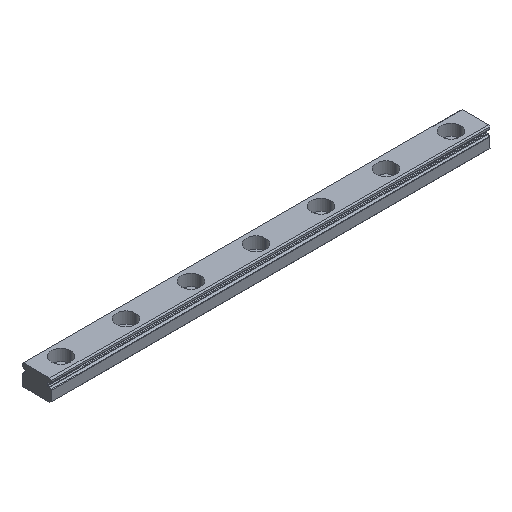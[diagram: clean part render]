
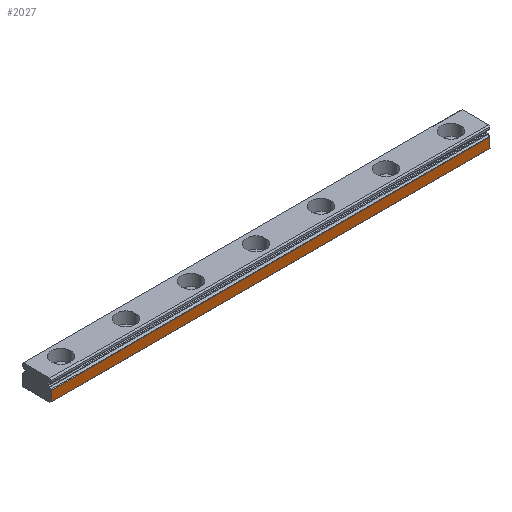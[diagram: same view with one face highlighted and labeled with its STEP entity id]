
A CAD part, isometric view. The second image highlights one B-rep face of the part: STEP entity #2027.
In plain terms, the highlighted planar face has unit normal (0, -1, 0).
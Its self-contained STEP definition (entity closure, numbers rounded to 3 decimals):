
#95 = CARTESIAN_POINT ( 'NONE',  ( -7.5, -4.5, 0.4 ) ) ;
#246 = EDGE_CURVE ( 'NONE', #727, #1477, #2049, .T. ) ;
#346 = EDGE_CURVE ( 'NONE', #2479, #892, #2076, .T. ) ;
#377 = CARTESIAN_POINT ( 'NONE',  ( 127.5, -4.5, 3.442 ) ) ;
#585 = AXIS2_PLACEMENT_3D ( 'NONE', #1238, #1425, #1002 ) ;
#686 = VECTOR ( 'NONE', #2006, 1000. ) ;
#727 = VERTEX_POINT ( 'NONE', #95 ) ;
#777 = ORIENTED_EDGE ( 'NONE', *, *, #246, .T. ) ;
#826 = PLANE ( 'NONE',  #585 ) ;
#872 = CARTESIAN_POINT ( 'NONE',  ( -7.5, -4.5, 0.4 ) ) ;
#892 = VERTEX_POINT ( 'NONE', #377 ) ;
#918 = CARTESIAN_POINT ( 'NONE',  ( 127.5, -4.5, -0.099 ) ) ;
#928 = CARTESIAN_POINT ( 'NONE',  ( -7.5, -4.5, 3.442 ) ) ;
#932 = EDGE_LOOP ( 'NONE', ( #2498, #1476, #1752, #777 ) ) ;
#1002 = DIRECTION ( 'NONE',  ( -1., 0., 0. ) ) ;
#1190 = VECTOR ( 'NONE', #2031, 1000. ) ;
#1238 = CARTESIAN_POINT ( 'NONE',  ( -7.5, -4.5, 0.4 ) ) ;
#1390 = VECTOR ( 'NONE', #1648, 1000. ) ;
#1410 = FACE_OUTER_BOUND ( 'NONE', #932, .T. ) ;
#1425 = DIRECTION ( 'NONE',  ( 0., -1., 0. ) ) ;
#1476 = ORIENTED_EDGE ( 'NONE', *, *, #346, .F. ) ;
#1477 = VERTEX_POINT ( 'NONE', #2088 ) ;
#1648 = DIRECTION ( 'NONE',  ( 1., 0., 0. ) ) ;
#1678 = EDGE_CURVE ( 'NONE', #1477, #892, #1996, .T. ) ;
#1700 = VECTOR ( 'NONE', #2497, 1000. ) ;
#1752 = ORIENTED_EDGE ( 'NONE', *, *, #2228, .T. ) ;
#1841 = CARTESIAN_POINT ( 'NONE',  ( -7.5, -4.5, 3.442 ) ) ;
#1996 = LINE ( 'NONE', #918, #686 ) ;
#2006 = DIRECTION ( 'NONE',  ( 0., 0., 1. ) ) ;
#2027 = ADVANCED_FACE ( 'NONE', ( #1410 ), #826, .T. ) ;
#2031 = DIRECTION ( 'NONE',  ( 1., 0., 0. ) ) ;
#2049 = LINE ( 'NONE', #872, #1390 ) ;
#2076 = LINE ( 'NONE', #1841, #1190 ) ;
#2088 = CARTESIAN_POINT ( 'NONE',  ( 127.5, -4.5, 0.4 ) ) ;
#2108 = CARTESIAN_POINT ( 'NONE',  ( -7.5, -4.5, 3.442 ) ) ;
#2228 = EDGE_CURVE ( 'NONE', #2479, #727, #2544, .T. ) ;
#2479 = VERTEX_POINT ( 'NONE', #2108 ) ;
#2497 = DIRECTION ( 'NONE',  ( 0., 0., -1. ) ) ;
#2498 = ORIENTED_EDGE ( 'NONE', *, *, #1678, .T. ) ;
#2544 = LINE ( 'NONE', #928, #1700 ) ;
